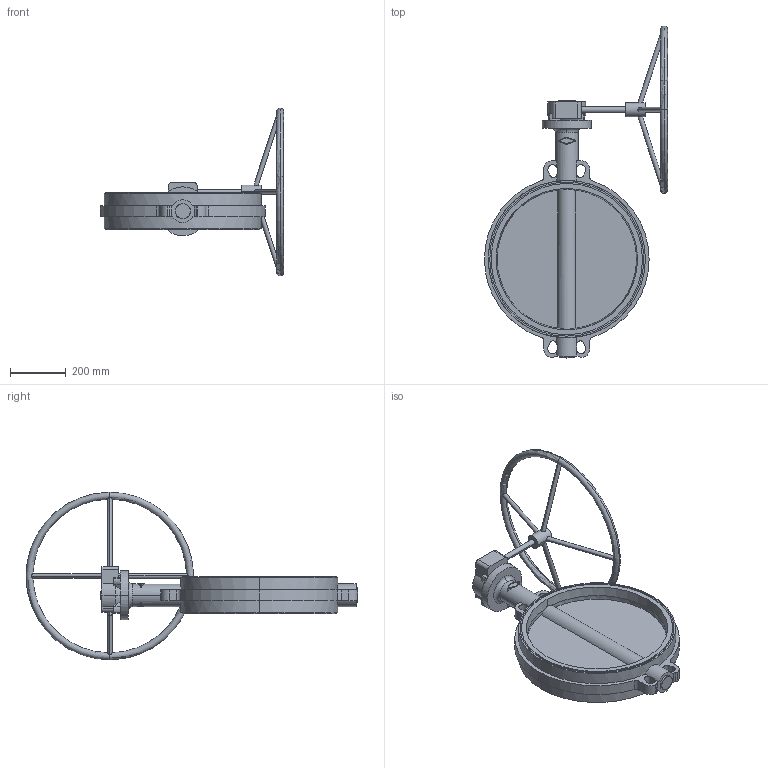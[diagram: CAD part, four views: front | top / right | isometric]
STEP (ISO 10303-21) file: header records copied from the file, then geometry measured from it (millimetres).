
FILE_DESCRIPTION( ( '' ), '1' );
FILE_NAME( 'c000005673.stp', '2015-06-02T12:22:01', ( '' ), ( '' ), ' ', ' ', ' ' );
FILE_SCHEMA( ( 'CONFIG_CONTROL_DESIGN' ) );
Length unit declared in the file: millimetre
Products named in the file (2): 1; 2
Bounding box: 655.96 x 1189 x 600 mm (x, y, z)
Volume: 18738318.5 mm3; surface area: 1392902.2 mm2
Topology: 2 solids, 2 shells, 252 faces, 715 edges, 474 vertices
Faces by surface type: plane 130, cylinder 104, cone 10, torus 8
Entity records: 9463 total; most frequent: CARTESIAN_POINT 2723, ORIENTED_EDGE 1430, DIRECTION 1385, EDGE_CURVE 715, AXIS2_PLACEMENT_3D 501, VERTEX_POINT 474, LINE 383, VECTOR 383
